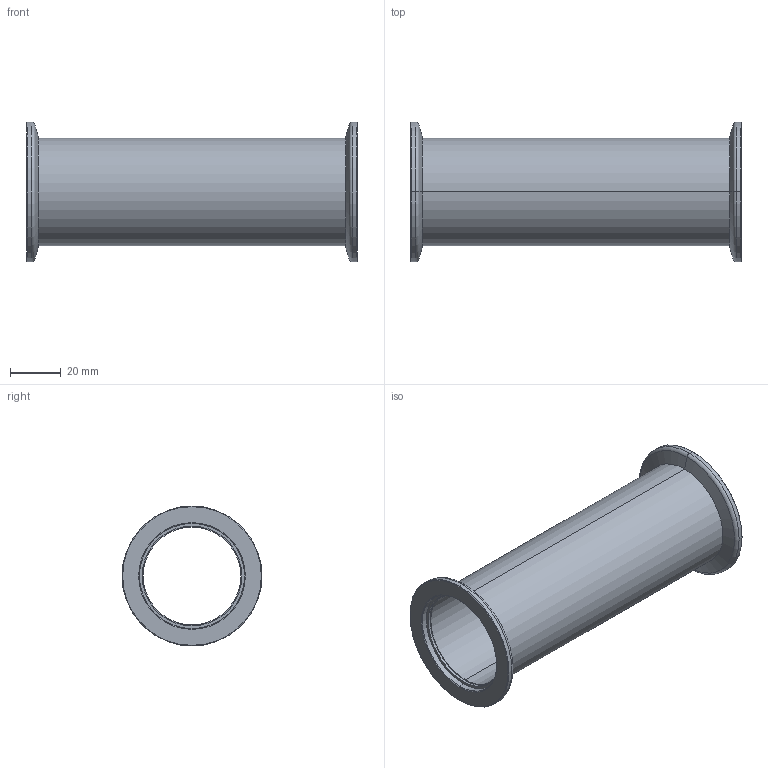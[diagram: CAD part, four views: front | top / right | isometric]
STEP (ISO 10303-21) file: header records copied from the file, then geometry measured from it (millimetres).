
FILE_DESCRIPTION (( 'STEP AP214' ), '1' );
FILE_NAME ('Hositrad_KS40-42.STEP', '2011-09-27T15:38:02', ( '' ), ( '' ), 'SwSTEP 2.0', 'SolidWorks 2011', '' );
FILE_SCHEMA (( 'AUTOMOTIVE_DESIGN' ));
Length unit declared in the file: millimetre
Products named in the file (3): KF40-42.4WS; Hositrad_KS40-42; Tube-KF40-All_D42-L123
Assembly tree (3 placements, depth 2):
  Hositrad_KS40-42
    KF40-42.4WS  x2
    Tube-KF40-All_D42-L123
Bounding box: 130 x 55 x 55 mm (x, y, z)
Volume: 39193.5 mm3; surface area: 38500.8 mm2
Topology: 3 solids, 3 shells, 44 faces, 88 edges, 52 vertices
Faces by surface type: cylinder 20, cone 12, plane 8, torus 4
Entity records: 782 total; most frequent: DIRECTION 144, CARTESIAN_POINT 111, ORIENTED_EDGE 100, AXIS2_PLACEMENT_3D 63, EDGE_CURVE 50, CIRCLE 32, VERTEX_POINT 30, EDGE_LOOP 30
